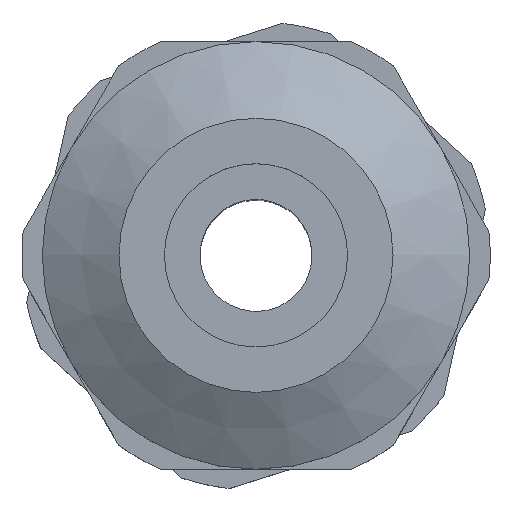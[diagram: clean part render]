
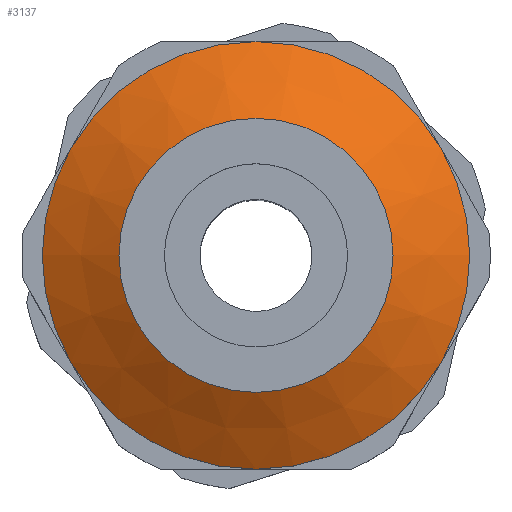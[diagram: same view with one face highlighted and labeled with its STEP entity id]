
A CAD part, top view. The second image highlights one B-rep face of the part: STEP entity #3137.
In plain terms, the highlighted conical face has half-angle 60 degrees and reference radius 10.5 mm.
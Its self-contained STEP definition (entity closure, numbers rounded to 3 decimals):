
#523=CONICAL_SURFACE('',#12355,10.5,60.);
#3137=ADVANCED_FACE('',(#4129,#4130),#523,.T.);
#4129=FACE_BOUND('',#4260,.T.);
#4130=FACE_BOUND('',#4261,.T.);
#4260=EDGE_LOOP('',(#5202));
#4261=EDGE_LOOP('',(#5203));
#5202=ORIENTED_EDGE('',*,*,#9991,.F.);
#5203=ORIENTED_EDGE('',*,*,#9993,.T.);
#8747=VERTEX_POINT('',#17172);
#8749=VERTEX_POINT('',#17177);
#9991=EDGE_CURVE('',#8747,#8747,#11721,.T.);
#9993=EDGE_CURVE('',#8749,#8749,#11723,.T.);
#11721=CIRCLE('',#12328,6.732);
#11723=CIRCLE('',#12331,10.5);
#12328=AXIS2_PLACEMENT_3D('',#17171,#13766,#13767);
#12331=AXIS2_PLACEMENT_3D('',#17176,#13772,#13773);
#12355=AXIS2_PLACEMENT_3D('',#17238,#13844,#13845);
#13766=DIRECTION('',(0.,0.,1.));
#13767=DIRECTION('',(1.,0.,0.));
#13772=DIRECTION('',(0.,0.,1.));
#13773=DIRECTION('',(1.,0.,0.));
#13844=DIRECTION('',(0.,0.,-1.));
#13845=DIRECTION('',(-1.,0.,0.));
#17171=CARTESIAN_POINT('',(-28.183,1.394,-4.095));
#17172=CARTESIAN_POINT('',(-21.451,1.394,-4.095));
#17176=CARTESIAN_POINT('',(-28.183,1.394,-6.27));
#17177=CARTESIAN_POINT('',(-17.683,1.394,-6.27));
#17238=CARTESIAN_POINT('',(-28.183,1.394,-6.27));
